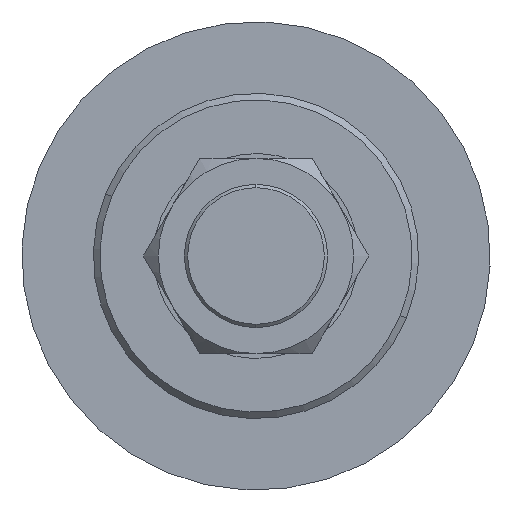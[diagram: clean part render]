
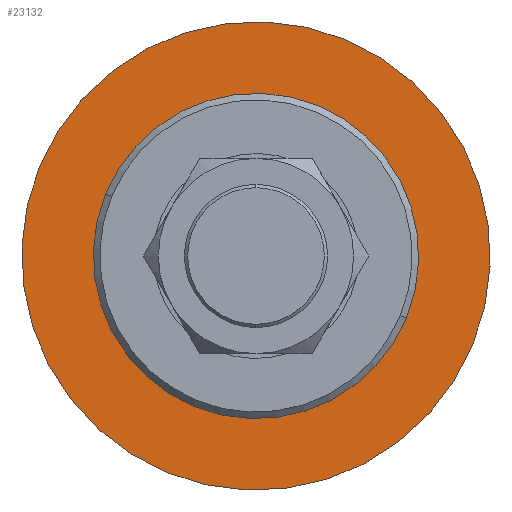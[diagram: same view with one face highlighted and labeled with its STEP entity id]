
A CAD part, left-side view. The second image highlights one B-rep face of the part: STEP entity #23132.
In plain terms, the highlighted face is planar.
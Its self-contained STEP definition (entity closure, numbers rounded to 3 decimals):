
#114 = EDGE_LOOP ( 'NONE', ( #43964, #6448 ) ) ;
#344 = VERTEX_POINT ( 'NONE', #1609 ) ;
#537 = CARTESIAN_POINT ( 'NONE',  ( 0., 0., 0. ) ) ;
#1222 = PLANE ( 'NONE',  #23970 ) ;
#1609 = CARTESIAN_POINT ( 'NONE',  ( 0., 0., 36. ) ) ;
#2056 = VERTEX_POINT ( 'NONE', #14417 ) ;
#5495 = CARTESIAN_POINT ( 'NONE',  ( 0., 0., -25. ) ) ;
#5686 = CIRCLE ( 'NONE', #40200, 25. ) ;
#6448 = ORIENTED_EDGE ( 'NONE', *, *, #29339, .F. ) ;
#6947 = ORIENTED_EDGE ( 'NONE', *, *, #19294, .F. ) ;
#7659 = DIRECTION ( 'NONE',  ( 0., 0., 1. ) ) ;
#7801 = ORIENTED_EDGE ( 'NONE', *, *, #17544, .F. ) ;
#8321 = CARTESIAN_POINT ( 'NONE',  ( 0., 0., 0. ) ) ;
#10098 = AXIS2_PLACEMENT_3D ( 'NONE', #28111, #17302, #10632 ) ;
#10632 = DIRECTION ( 'NONE',  ( 0., 0., -1. ) ) ;
#13605 = AXIS2_PLACEMENT_3D ( 'NONE', #32541, #18270, #14819 ) ;
#14417 = CARTESIAN_POINT ( 'NONE',  ( 0., 0., -36. ) ) ;
#14728 = VERTEX_POINT ( 'NONE', #18060 ) ;
#14819 = DIRECTION ( 'NONE',  ( 0., 0., 1. ) ) ;
#17302 = DIRECTION ( 'NONE',  ( 1., 0., 0. ) ) ;
#17544 = EDGE_CURVE ( 'NONE', #2056, #344, #18670, .T. ) ;
#17805 = VERTEX_POINT ( 'NONE', #5495 ) ;
#18060 = CARTESIAN_POINT ( 'NONE',  ( 0., 0., 25. ) ) ;
#18270 = DIRECTION ( 'NONE',  ( -1., 0., 0. ) ) ;
#18670 = CIRCLE ( 'NONE', #28954, 36. ) ;
#19294 = EDGE_CURVE ( 'NONE', #344, #2056, #36378, .T. ) ;
#19638 = CIRCLE ( 'NONE', #10098, 25. ) ;
#23132 = ADVANCED_FACE ( 'NONE', ( #39164, #29046 ), #1222, .F. ) ;
#23970 = AXIS2_PLACEMENT_3D ( 'NONE', #537, #24894, #7659 ) ;
#24894 = DIRECTION ( 'NONE',  ( -1., 0., 0. ) ) ;
#25738 = EDGE_CURVE ( 'NONE', #14728, #17805, #19638, .T. ) ;
#27862 = EDGE_LOOP ( 'NONE', ( #7801, #6947 ) ) ;
#28111 = CARTESIAN_POINT ( 'NONE',  ( 0., 0., 0. ) ) ;
#28954 = AXIS2_PLACEMENT_3D ( 'NONE', #43956, #40262, #43495 ) ;
#29046 = FACE_OUTER_BOUND ( 'NONE', #27862, .T. ) ;
#29339 = EDGE_CURVE ( 'NONE', #17805, #14728, #5686, .T. ) ;
#32541 = CARTESIAN_POINT ( 'NONE',  ( 0., 0., 0. ) ) ;
#36378 = CIRCLE ( 'NONE', #13605, 36. ) ;
#39164 = FACE_BOUND ( 'NONE', #114, .T. ) ;
#40050 = DIRECTION ( 'NONE',  ( 1., 0., 0. ) ) ;
#40200 = AXIS2_PLACEMENT_3D ( 'NONE', #8321, #40050, #43288 ) ;
#40262 = DIRECTION ( 'NONE',  ( -1., 0., 0. ) ) ;
#43288 = DIRECTION ( 'NONE',  ( 0., 0., -1. ) ) ;
#43495 = DIRECTION ( 'NONE',  ( 0., 0., 1. ) ) ;
#43956 = CARTESIAN_POINT ( 'NONE',  ( 0., 0., 0. ) ) ;
#43964 = ORIENTED_EDGE ( 'NONE', *, *, #25738, .F. ) ;
